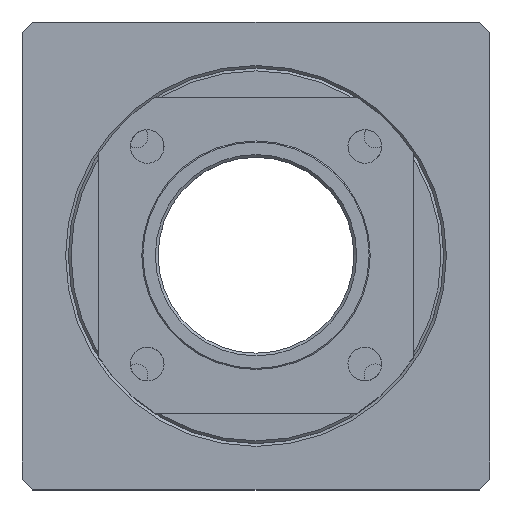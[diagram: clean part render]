
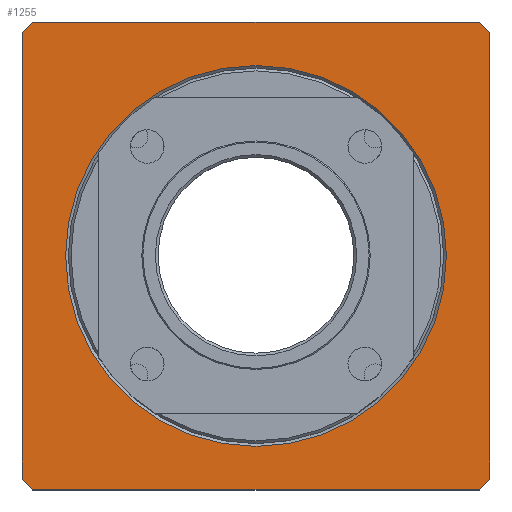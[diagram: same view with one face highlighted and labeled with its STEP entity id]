
A CAD part, top view. The second image highlights one B-rep face of the part: STEP entity #1255.
In plain terms, the highlighted planar face has unit normal (0, 0, 1).
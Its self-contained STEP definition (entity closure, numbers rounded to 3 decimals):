
#85=LINE($,#2166,#165);
#86=LINE($,#2168,#166);
#87=LINE($,#2170,#167);
#88=LINE($,#2172,#168);
#89=LINE($,#2174,#169);
#90=LINE($,#2176,#170);
#91=LINE($,#2178,#171);
#92=LINE($,#2179,#172);
#165=VECTOR($,#1680,2.828);
#166=VECTOR($,#1681,82.);
#167=VECTOR($,#1682,2.828);
#168=VECTOR($,#1683,82.);
#169=VECTOR($,#1684,2.828);
#170=VECTOR($,#1685,82.);
#171=VECTOR($,#1686,2.828);
#172=VECTOR($,#1687,82.);
#209=PLANE($,#1383);
#271=FACE_BOUND($,#439,.T.);
#330=FACE_OUTER_BOUND($,#438,.T.);
#438=EDGE_LOOP($,(#1039,#1040,#1041,#1042,#1043,#1044,#1045,#1046));
#439=EDGE_LOOP($,(#1047));
#514=CIRCLE($,#1382,35.);
#613=VERTEX_POINT($,#2161);
#614=VERTEX_POINT($,#2164);
#615=VERTEX_POINT($,#2165);
#616=VERTEX_POINT($,#2167);
#617=VERTEX_POINT($,#2169);
#618=VERTEX_POINT($,#2171);
#619=VERTEX_POINT($,#2173);
#620=VERTEX_POINT($,#2175);
#621=VERTEX_POINT($,#2177);
#760=EDGE_CURVE($,#613,#613,#514,.T.);
#761=EDGE_CURVE($,#614,#615,#85,.T.);
#762=EDGE_CURVE($,#616,#614,#86,.T.);
#763=EDGE_CURVE($,#617,#616,#87,.T.);
#764=EDGE_CURVE($,#618,#617,#88,.T.);
#765=EDGE_CURVE($,#619,#618,#89,.T.);
#766=EDGE_CURVE($,#620,#619,#90,.T.);
#767=EDGE_CURVE($,#621,#620,#91,.T.);
#768=EDGE_CURVE($,#615,#621,#92,.T.);
#1039=ORIENTED_EDGE($,*,*,#761,.F.);
#1040=ORIENTED_EDGE($,*,*,#762,.F.);
#1041=ORIENTED_EDGE($,*,*,#763,.F.);
#1042=ORIENTED_EDGE($,*,*,#764,.F.);
#1043=ORIENTED_EDGE($,*,*,#765,.F.);
#1044=ORIENTED_EDGE($,*,*,#766,.F.);
#1045=ORIENTED_EDGE($,*,*,#767,.F.);
#1046=ORIENTED_EDGE($,*,*,#768,.F.);
#1047=ORIENTED_EDGE($,*,*,#760,.F.);
#1255=ADVANCED_FACE($,(#330,#271),#209,.T.);
#1382=AXIS2_PLACEMENT_3D($,#2162,#1676,#1677);
#1383=AXIS2_PLACEMENT_3D($,#2163,#1678,#1679);
#1676=DIRECTION('center_axis',(0.,0.,1.));
#1677=DIRECTION('ref_axis',(-1.,0.,0.));
#1678=DIRECTION('center_axis',(0.,0.,1.));
#1679=DIRECTION('ref_axis',(1.,0.,0.));
#1680=DIRECTION($,(-0.707,0.707,0.));
#1681=DIRECTION($,(-1.,0.,0.));
#1682=DIRECTION($,(-0.707,-0.707,0.));
#1683=DIRECTION($,(0.,-1.,0.));
#1684=DIRECTION($,(0.707,-0.707,0.));
#1685=DIRECTION($,(1.,0.,0.));
#1686=DIRECTION($,(0.707,0.707,0.));
#1687=DIRECTION($,(0.,1.,0.));
#2161=CARTESIAN_POINT('',(35.,0.,12.));
#2162=CARTESIAN_POINT('Origin',(0.,0.,12.));
#2163=CARTESIAN_POINT('Origin',(0.,0.,12.));
#2164=CARTESIAN_POINT('',(-41.,-43.,12.));
#2165=CARTESIAN_POINT('',(-43.,-41.,12.));
#2166=CARTESIAN_POINT($,(-42.,-42.,12.));
#2167=CARTESIAN_POINT('',(41.,-43.,12.));
#2168=CARTESIAN_POINT($,(43.,-43.,12.));
#2169=CARTESIAN_POINT('',(43.,-41.,12.));
#2170=CARTESIAN_POINT($,(42.,-42.,12.));
#2171=CARTESIAN_POINT('',(43.,41.,12.));
#2172=CARTESIAN_POINT($,(43.,43.,12.));
#2173=CARTESIAN_POINT('',(41.,43.,12.));
#2174=CARTESIAN_POINT($,(42.,42.,12.));
#2175=CARTESIAN_POINT('',(-41.,43.,12.));
#2176=CARTESIAN_POINT($,(-43.,43.,12.));
#2177=CARTESIAN_POINT('',(-43.,41.,12.));
#2178=CARTESIAN_POINT($,(-42.,42.,12.));
#2179=CARTESIAN_POINT($,(-43.,-43.,12.));
